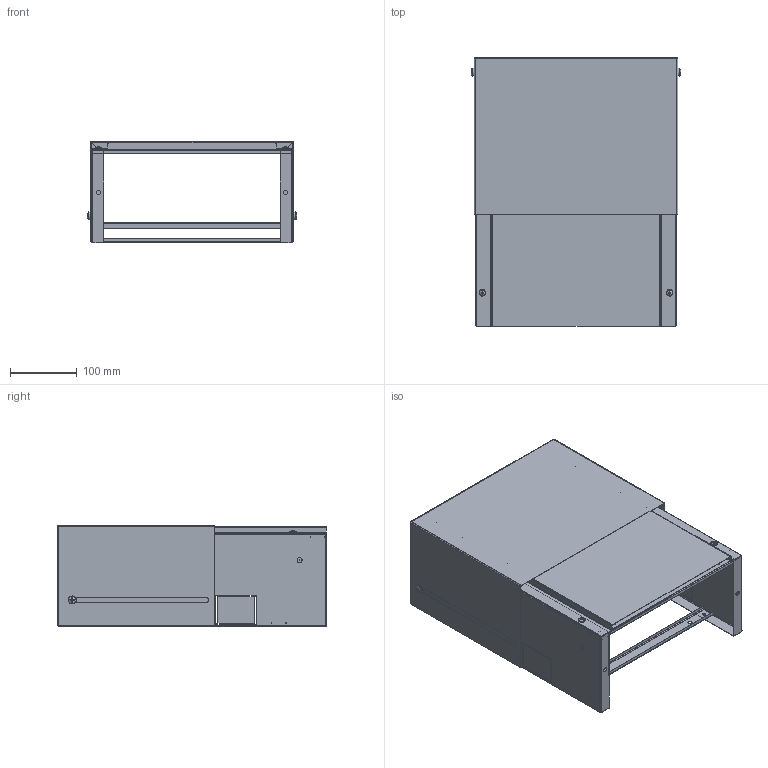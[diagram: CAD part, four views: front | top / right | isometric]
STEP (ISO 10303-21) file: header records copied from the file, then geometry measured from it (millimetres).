
FILE_DESCRIPTION (( 'STEP AP203' ), '1' );
FILE_NAME ('ÌÈ-1875.00.00.000 Öîêîëü âåðõíèé ñ êîìïåíñàòîðîì (400õ300õ150) EKF Basic.STEP', '2021-04-26T12:21:09', ( '' ), ( '' ), 'SwSTEP 2.0', 'SolidWorks 2021', '' );
FILE_SCHEMA (( 'CONFIG_CONTROL_DESIGN' ));
Length unit declared in the file: millimetre
Products named in the file (13): pan head cross recess screw_din_DIN EN ISO 7045 - M6 x 16 - Z - 16N; cross ph tapping 968_din_Screw DIN 968-ST4.2x13-C-H-N; ÌÈ-1809.01.00.001 Øâåëëåð; ÌÈ-1875.01.00.001 Ñòåíêà ïðàâàÿ; ÌÈ-1875.00.00.000 Öîêîëü âåðõíèé ñ êîìïåíñàòîðîì (400õ300õ150) EKF Basic; ÌÈ-1875.01.00.000 Êîðïóñ â ñáîðå; ÌÈ-1875.01.01.001 Ñòåíêà ëåâàÿ; 昈-1875.00.00.001 眈翴錪; Çàêëåïêà ãàå÷íàÿ Ì6; ÌÈ-1875.01.01.000 Ñòåíêà ëåâàÿ â ñáîðå; ÌÈ-1810.01.00.001 Ïðîôèëü; ÌÈ-1874.00.00.001 Êîìïåíñàòîð; Øïèëüêà Ì6õ12
Assembly tree (21 placements, depth 4):
  ÌÈ-1875.00.00.000 Öîêîëü âåðõíèé ñ êîìïåíñàòîðîì (400õ300õ150) EKF Basic
    ÌÈ-1875.01.00.000 Êîðïóñ â ñáîðå
      ÌÈ-1875.01.01.000 Ñòåíêà ëåâàÿ â ñáîðå
        ÌÈ-1875.01.01.001 Ñòåíêà ëåâàÿ
        Øïèëüêà Ì6õ12  x2
      ÌÈ-1810.01.00.001 Ïðîôèëü
      Çàêëåïêà ãàå÷íàÿ Ì6  x2
      ÌÈ-1875.01.00.001 Ñòåíêà ïðàâàÿ
      ÌÈ-1809.01.00.001 Øâåëëåð  x4
    昈-1875.00.00.001 眈翴錪
    cross ph tapping 968_din_Screw DIN 968-ST4.2x13-C-H-N  x4
    ÌÈ-1874.00.00.001 Êîìïåíñàòîð
    pan head cross recess screw_din_DIN EN ISO 7045 - M6 x 16 - Z - 16N  x2
Bounding box: 313.97 x 401.7 x 151.7 mm (x, y, z)
Volume: 286127 mm3; surface area: 950471.6 mm2
Topology: 19 solids, 19 shells, 700 faces, 1660 edges, 1002 vertices
Faces by surface type: plane 378, cylinder 234, cone 40, bspline 20, torus 16, sphere 12
Entity records: 16064 total; most frequent: CARTESIAN_POINT 3617, DIRECTION 2284, ORIENTED_EDGE 2180, EDGE_CURVE 1090, AXIS2_PLACEMENT_3D 804, VECTOR 676, LINE 676, VERTEX_POINT 656
